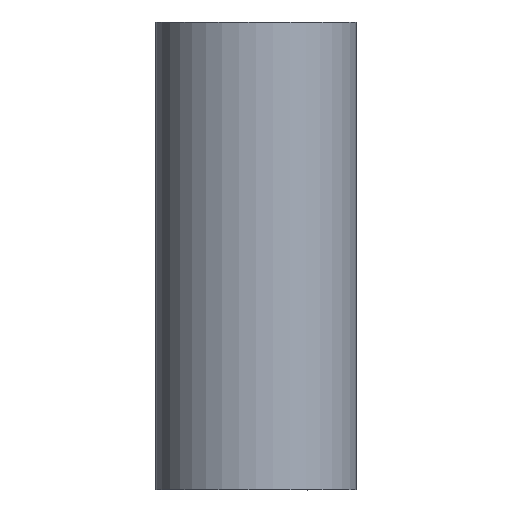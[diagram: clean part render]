
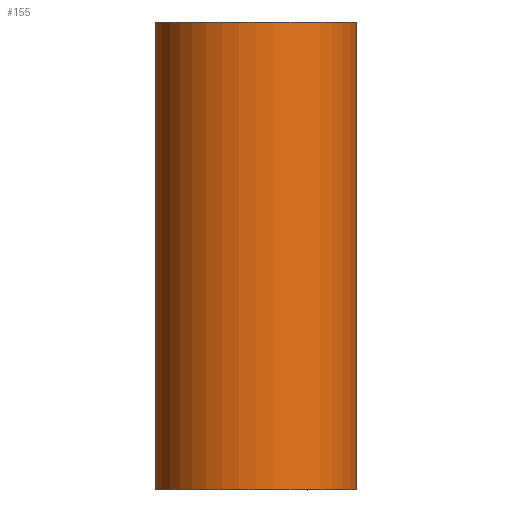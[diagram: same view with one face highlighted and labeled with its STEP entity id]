
A CAD part, top view. The second image highlights one B-rep face of the part: STEP entity #155.
In plain terms, the highlighted cylindrical face has radius 32.766 mm (diameter 65.532 mm), a partial arc.
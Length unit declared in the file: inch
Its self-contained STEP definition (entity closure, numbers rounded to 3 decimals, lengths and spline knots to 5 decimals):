
#24=CARTESIAN_POINT('',(14.67899,5.49819,-1.09232));
#25=VERTEX_POINT('',#24);
#43=CARTESIAN_POINT('',(14.67899,11.49819,-1.09232));
#44=VERTEX_POINT('',#43);
#52=CARTESIAN_POINT('',(14.67899,8.49819,-1.09232));
#53=DIRECTION('',(0.,-1.,0.));
#54=VECTOR('',#53,1.);
#55=LINE('',#52,#54);
#56=EDGE_CURVE('',#44,#25,#55,.T.);
#99=CARTESIAN_POINT('',(13.30435,5.49819,-1.09097));
#100=VERTEX_POINT('',#99);
#108=CARTESIAN_POINT('',(13.30435,11.49819,-1.09097));
#109=VERTEX_POINT('',#108);
#110=CARTESIAN_POINT('',(13.30435,8.49819,-1.09097));
#111=DIRECTION('',(0.,1.,0.));
#112=VECTOR('',#111,1.);
#113=LINE('',#110,#112);
#114=EDGE_CURVE('',#100,#109,#113,.T.);
#132=CARTESIAN_POINT('',(13.99274,5.49819,0.));
#133=DIRECTION('',(0.,1.,0.));
#134=DIRECTION('',(1.,0.,0.));
#135=AXIS2_PLACEMENT_3D('',#132,#133,#134);
#136=CIRCLE('',#135,1.29);
#137=EDGE_CURVE('',#100,#25,#136,.T.);
#138=ORIENTED_EDGE('',*,*,#137,.T.);
#139=ORIENTED_EDGE('',*,*,#56,.F.);
#140=CARTESIAN_POINT('',(13.99274,11.49819,0.));
#141=DIRECTION('',(0.,-1.,0.));
#142=DIRECTION('',(1.,0.,0.));
#143=AXIS2_PLACEMENT_3D('',#140,#141,#142);
#144=CIRCLE('',#143,1.29);
#145=EDGE_CURVE('',#44,#109,#144,.T.);
#146=ORIENTED_EDGE('',*,*,#145,.T.);
#147=ORIENTED_EDGE('',*,*,#114,.F.);
#148=EDGE_LOOP('',(#138,#139,#146,#147));
#149=FACE_OUTER_BOUND('',#148,.T.);
#150=CARTESIAN_POINT('',(13.99274,8.49819,0.));
#151=DIRECTION('',(0.,-1.,0.));
#152=DIRECTION('',(-0.001,0.,-1.));
#153=AXIS2_PLACEMENT_3D('',#150,#151,#152);
#154=CYLINDRICAL_SURFACE('',#153,1.29);
#155=ADVANCED_FACE('',(#149),#154,.T.);
